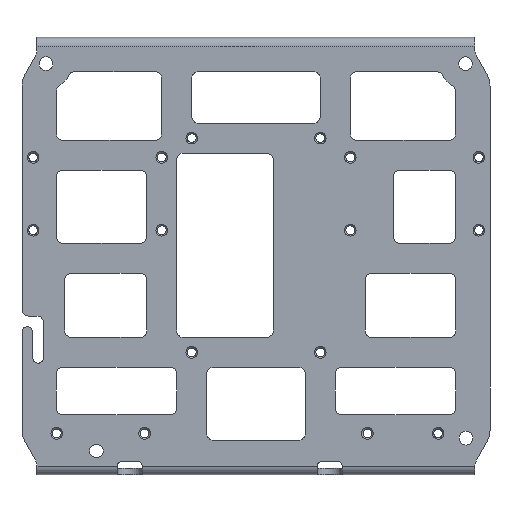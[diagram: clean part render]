
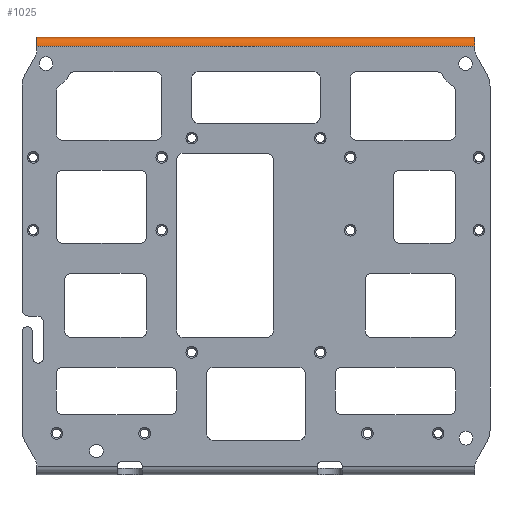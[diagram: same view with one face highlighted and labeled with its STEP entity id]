
A CAD part, front view. The second image highlights one B-rep face of the part: STEP entity #1025.
In plain terms, the highlighted cylindrical face has radius 2 mm (diameter 4 mm), a partial arc.
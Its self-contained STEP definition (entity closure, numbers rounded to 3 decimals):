
#232=CYLINDRICAL_SURFACE('',#9137,2.);
#596=FACE_OUTER_BOUND('',#1837,.T.);
#1025=ADVANCED_FACE('',(#596),#232,.T.);
#1837=EDGE_LOOP('',(#4220,#4221,#4222,#4223));
#2359=CIRCLE('',#9134,2.);
#2360=CIRCLE('',#9136,2.);
#4220=ORIENTED_EDGE('',*,*,#6618,.F.);
#4221=ORIENTED_EDGE('',*,*,#6078,.T.);
#4222=ORIENTED_EDGE('',*,*,#6619,.T.);
#4223=ORIENTED_EDGE('',*,*,#6620,.F.);
#5174=VERTEX_POINT('',#12640);
#5175=VERTEX_POINT('',#12642);
#5510=VERTEX_POINT('',#13717);
#5512=VERTEX_POINT('',#13723);
#6078=EDGE_CURVE('',#5175,#5174,#7171,.T.);
#6618=EDGE_CURVE('',#5175,#5510,#2359,.T.);
#6619=EDGE_CURVE('',#5174,#5512,#2360,.T.);
#6620=EDGE_CURVE('',#5510,#5512,#7480,.T.);
#7171=LINE('',#12641,#7918);
#7480=LINE('',#13724,#8227);
#7918=VECTOR('',#10065,1.);
#8227=VECTOR('',#11246,1.);
#9134=AXIS2_PLACEMENT_3D('',#13720,#11240,#11241);
#9136=AXIS2_PLACEMENT_3D('',#13722,#11244,#11245);
#9137=AXIS2_PLACEMENT_3D('',#13725,#11247,#11248);
#10065=DIRECTION('',(1.,0.,0.));
#11240=DIRECTION('',(-1.,0.,0.));
#11241=DIRECTION('',(0.,-1.,0.));
#11244=DIRECTION('',(-1.,0.,0.));
#11245=DIRECTION('',(0.,-1.,0.));
#11246=DIRECTION('',(1.,0.,0.));
#11247=DIRECTION('',(1.,0.,0.));
#11248=DIRECTION('',(0.,0.,1.));
#12640=CARTESIAN_POINT('',(51.1,20.,30.5));
#12641=CARTESIAN_POINT('',(-51.1,20.,30.5));
#12642=CARTESIAN_POINT('',(-51.1,20.,30.5));
#13717=CARTESIAN_POINT('',(-51.1,22.,32.5));
#13720=CARTESIAN_POINT('',(-51.1,22.,30.5));
#13722=CARTESIAN_POINT('',(51.1,22.,30.5));
#13723=CARTESIAN_POINT('',(51.1,22.,32.5));
#13724=CARTESIAN_POINT('',(-51.1,22.,32.5));
#13725=CARTESIAN_POINT('',(-54.6,22.,30.5));
